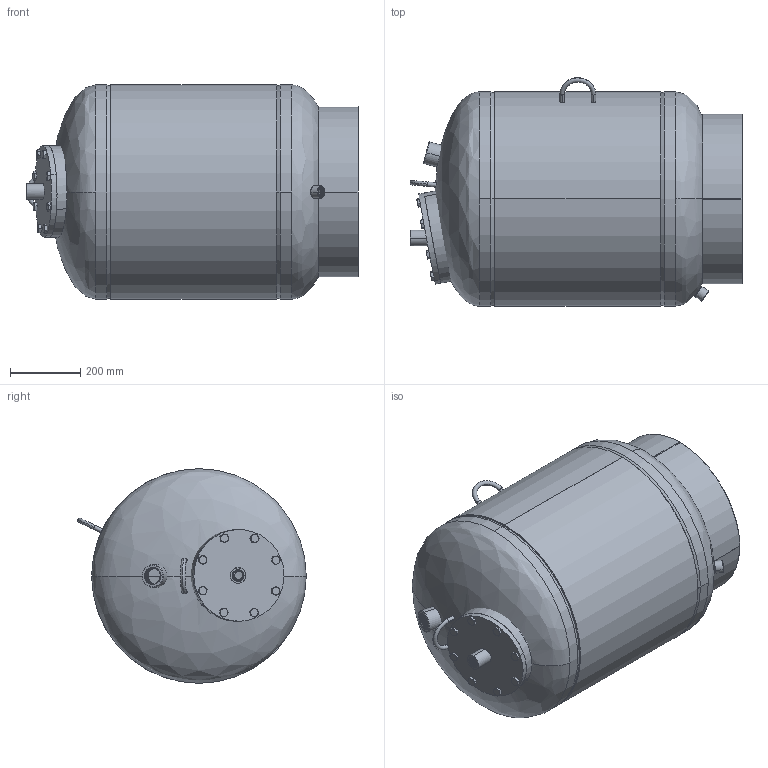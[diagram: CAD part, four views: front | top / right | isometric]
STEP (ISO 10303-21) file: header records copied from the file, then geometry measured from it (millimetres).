
FILE_DESCRIPTION (( 'STEP AP203' ), '1' );
FILE_NAME ('200-LBC (191A003).STEP', '2023-11-21T21:35:38', ( '' ), ( '' ), 'SwSTEP 2.0', 'SolidWorks 2022', '' );
FILE_SCHEMA (( 'CONFIG_CONTROL_DESIGN' ));
Length unit declared in the file: inch
Products named in the file (17): 191-025; 117X31; 192-023; 9747-2250_94705A206; 191-001; 191-024; 179-013; 9403-047; 117X31_191-028; 191-028; 192-006_SHALLOW ANGLE; 192-004_WELD SHOWN; 9403-048; 200-LBC (191A003); 191-026; 174-082; 191-029
Assembly tree (24 placements, depth 4):
  200-LBC (191A003)
    191-028
      117X31_191-028
      174-082
      179-013
      9403-047
    9747-2250_94705A206  x8
    191-029
      192-004_WELD SHOWN
      117X31
      9403-048
    191-026
      191-001
      179-013
    191-025
      191-024
        192-023
        192-006_SHALLOW ANGLE
Bounding box: 943.17 x 649.18 x 609.6 mm (x, y, z)
Volume: 8649797.3 mm3; surface area: 4306468.7 mm2
Topology: 20 solids, 20 shells, 1025 faces, 2813 edges, 1823 vertices
Faces by surface type: cylinder 715, cone 152, plane 105, bspline 39, torus 14
Entity records: 20138 total; most frequent: CARTESIAN_POINT 10925, ORIENTED_EDGE 1598, DIRECTION 1418, EDGE_CURVE 799, AXIS2_PLACEMENT_3D 570, VERTEX_POINT 509, EDGE_LOOP 364, FACE_OUTER_BOUND 324
